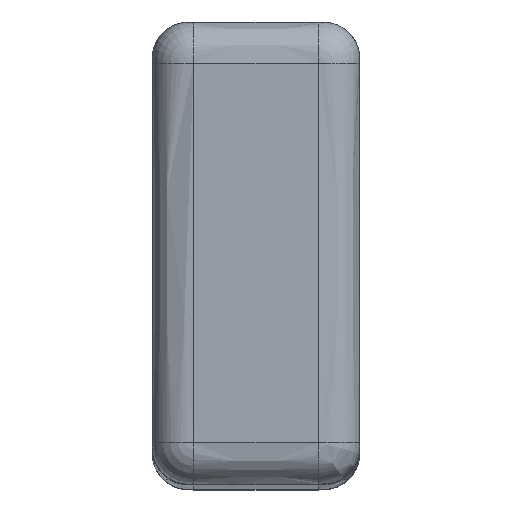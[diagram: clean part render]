
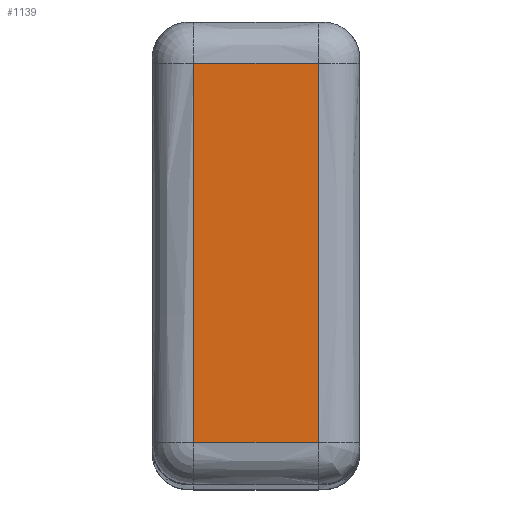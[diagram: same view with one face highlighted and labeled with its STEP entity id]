
A CAD part, top view. The second image highlights one B-rep face of the part: STEP entity #1139.
In plain terms, the highlighted planar face has unit normal (0, 0, 1).
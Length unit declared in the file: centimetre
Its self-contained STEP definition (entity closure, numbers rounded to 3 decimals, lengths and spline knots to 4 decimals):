
#28=PLANE('',#1181);
#79=FACE_OUTER_BOUND('',#155,.T.);
#155=EDGE_LOOP('',(#907,#908,#909,#910));
#244=LINE('',#4250,#326);
#246=LINE('',#4310,#328);
#247=LINE('',#4485,#329);
#249=LINE('',#4668,#331);
#326=VECTOR('',#1264,1.);
#328=VECTOR('',#1266,1.);
#329=VECTOR('',#1267,1.);
#331=VECTOR('',#1269,1.);
#505=VERTEX_POINT('',#4240);
#506=VERTEX_POINT('',#4249);
#508=VERTEX_POINT('',#4293);
#510=VERTEX_POINT('',#4484);
#633=EDGE_CURVE('',#505,#506,#244,.T.);
#638=EDGE_CURVE('',#506,#508,#246,.T.);
#641=EDGE_CURVE('',#508,#510,#247,.T.);
#646=EDGE_CURVE('',#510,#505,#249,.T.);
#907=ORIENTED_EDGE('',*,*,#633,.F.);
#908=ORIENTED_EDGE('',*,*,#646,.F.);
#909=ORIENTED_EDGE('',*,*,#641,.F.);
#910=ORIENTED_EDGE('',*,*,#638,.F.);
#1139=ADVANCED_FACE('',(#79),#28,.F.);
#1181=AXIS2_PLACEMENT_3D('',#5055,#1274,#1275);
#1264=DIRECTION('',(-1.,0.,0.));
#1266=DIRECTION('',(0.,1.,0.));
#1267=DIRECTION('',(1.,0.,0.));
#1269=DIRECTION('',(0.,-1.,0.));
#1274=DIRECTION('center_axis',(0.,0.,-1.));
#1275=DIRECTION('ref_axis',(0.,1.,0.));
#4240=CARTESIAN_POINT('',(27.5024,96.108,5.25));
#4249=CARTESIAN_POINT('',(26.9024,96.108,5.25));
#4250=CARTESIAN_POINT('',(27.2024,96.108,5.25));
#4293=CARTESIAN_POINT('',(26.9024,97.933,5.25));
#4310=CARTESIAN_POINT('',(26.9024,97.0205,5.25));
#4484=CARTESIAN_POINT('',(27.5024,97.933,5.25));
#4485=CARTESIAN_POINT('',(27.2024,97.933,5.25));
#4668=CARTESIAN_POINT('',(27.5024,97.0205,5.25));
#5055=CARTESIAN_POINT('Origin',(27.2024,97.0205,5.25));
